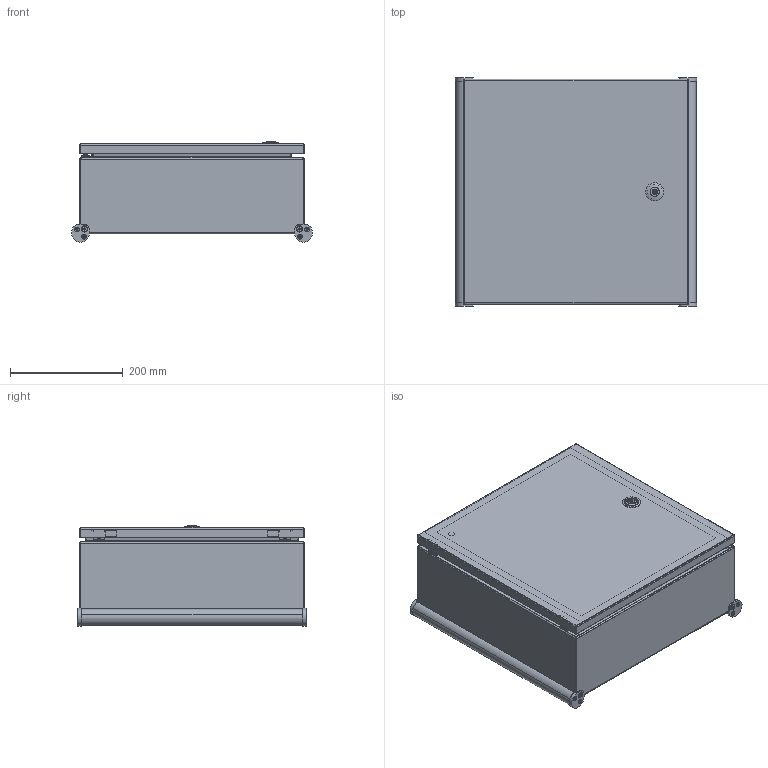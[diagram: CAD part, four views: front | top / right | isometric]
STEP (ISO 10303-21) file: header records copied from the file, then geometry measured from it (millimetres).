
FILE_DESCRIPTION (( 'STEP AP203' ), '1' );
FILE_NAME ('56450301.STEP', '2020-02-18T12:52:39', ( 'Ifina' ), ( 'Ifina' ), 'SwSTEP 2.0', 'SolidWorks 2018', '' );
FILE_SCHEMA (( 'CONFIG_CONTROL_DESIGN' ));
Length unit declared in the file: millimetre
Products named in the file (32): 42443; _100-9601; _7-080.01_200-0528_28; 40100000252; 00047704A; 42396; 00047700A; 83031; 42445; 40000039734; _7-080.01_17760D; 40000023095; 82155; 86003_Bl.1,25; 94084; 42442; 40000037410; 56930; 40000039724; _7-080.01_00024768; _7-080.01_00001196; 93442; 84000; 40000039760; 93379; 40000039853; 56450301; _7-080.01_00000688; _7-080.01_00058055; 82410_56930_367x393; _200-9123_B1; 83140
Assembly tree (49 placements, depth 3):
  94084
  56450301
    40100000252
      40000039734
      86003_Bl.1,25  x4
      40000039760
    42443  x2
    83140  x2
    93442  x2
    56930
      42396
      93379
      82410_56930_367x393
      42442  x2
    42445  x2
    83031  x2
    40000037410
      _100-9601
      _200-9123_B1
      _7-080.01_00000688
      _7-080.01_00001196
      _7-080.01_200-0528_28
      _7-080.01_00024768
      _7-080.01_00058055
      _7-080.01_17760D
    84000
      00047700A
      00047704A
    40000039724  x2
    40000039853  x4
    82155  x4
    40000023095  x4
Bounding box: 428.74 x 406 x 178.01 mm (x, y, z)
Volume: 1171329.5 mm3; surface area: 1542188 mm2
Topology: 45 solids, 45 shells, 1665 faces, 4099 edges, 2556 vertices
Faces by surface type: plane 788, cylinder 599, cone 131, bspline 98, torus 47, sphere 2
Full cylindrical faces by diameter (mm): 3 x1, 3.2 x2, 4 x16, 4.2 x4, 4.917 x1, 5 x14, 5.3 x2, 5.9 x4, 6 x4, 6.2 x8, 6.5 x2, 7 x12, 9 x4, 9.1 x1, 9.3 x4, 9.9 x1, 10 x5, 10.5 x1, 12 x1, 12.8 x1, 13.3 x1, 13.5 x1, 15 x2, 15.4 x1, 16 x1, 16.1 x1, 19.5 x1, 20.376 x1, 22 x1, 32 x1
Entity records: 41119 total; most frequent: CARTESIAN_POINT 11692, ORIENTED_EDGE 5258, DIRECTION 5174, EDGE_CURVE 2629, AXIS2_PLACEMENT_3D 1790, VERTEX_POINT 1682, VECTOR 1594, LINE 1594
